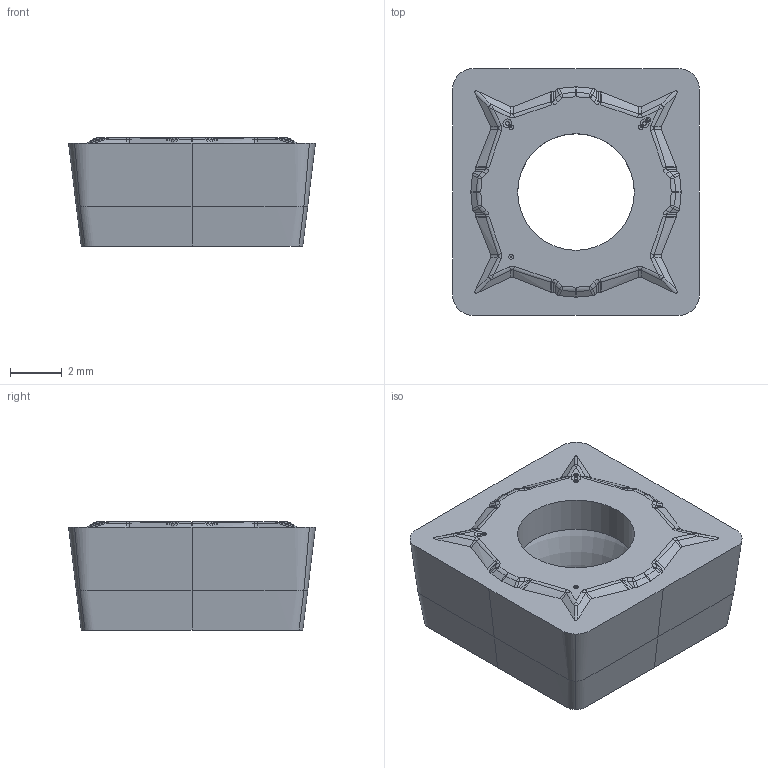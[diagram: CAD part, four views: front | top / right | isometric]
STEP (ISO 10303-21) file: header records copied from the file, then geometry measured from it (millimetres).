
FILE_DESCRIPTION(/* description */ (''),/* implementation_level */ '2;1');
FILE_NAME(/* name */ 'SCMT09T308E-FM.stp',/* time_stamp */ '2022-01-17T08:51:32+01:00',/* author */ (''),/* organization */ (''),/* preprocessor_version */ 'ST-DEVELOPER v16.7',/* originating_system */ 'SIEMENS PLM Software NX 12.0',/* authorisation */ '');
FILE_SCHEMA (('AUTOMOTIVE_DESIGN { 1 0 10303 214 3 1 1 1 }'));
Length unit declared in the file: millimetre
Products named in the file (1): pi253590753Cuf65
Bounding box: 9.53 x 9.53 x 4.17 mm (x, y, z)
Volume: 257.9 mm3; surface area: 349.4 mm2
Topology: 1 solids, 1 shells, 219 faces, 548 edges, 325 vertices
Faces by surface type: bspline 128, cylinder 42, plane 27, sphere 18, torus 4
Full cylindrical faces by diameter (mm): 4.5 x2
Entity records: 12318 total; most frequent: CARTESIAN_POINT 8134, ORIENTED_EDGE 1060, DIRECTION 560, EDGE_CURVE 530, VERTEX_POINT 322, B_SPLINE_CURVE_WITH_KNOTS 287, EDGE_LOOP 230, AXIS2_PLACEMENT_3D 225
